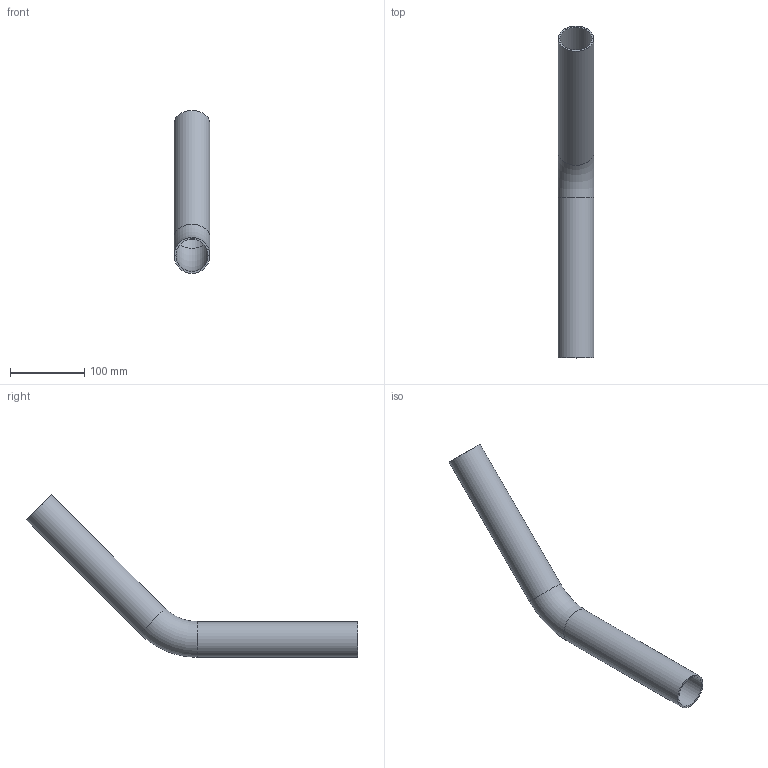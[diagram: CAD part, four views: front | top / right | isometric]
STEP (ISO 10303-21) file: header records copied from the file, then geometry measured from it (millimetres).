
FILE_DESCRIPTION (( 'STEP AP203' ), '1' );
FILE_NAME ('6968-045.step', '2023-09-14T07:39:56', ( '' ), ( '' ), 'SwSTEP 2.0', 'SolidWorks 2018', '' );
FILE_SCHEMA (( 'CONFIG_CONTROL_DESIGN' ));
Length unit declared in the file: millimetre
Products named in the file (1): 6968-045
Bounding box: 48.3 x 446.98 x 219.3 mm (x, y, z)
Volume: 179856.1 mm3; surface area: 144608 mm2
Topology: 1 solids, 1 shells, 229 faces, 601 edges, 400 vertices
Faces by surface type: plane 114, bspline 109, cylinder 4, torus 2
Full cylindrical faces by diameter (mm): 43.3 x2, 48.3 x2
Entity records: 12870 total; most frequent: CARTESIAN_POINT 7914, ORIENTED_EDGE 1186, DIRECTION 625, EDGE_CURVE 593, VERTEX_POINT 398, VECTOR 367, LINE 367, EDGE_LOOP 263
